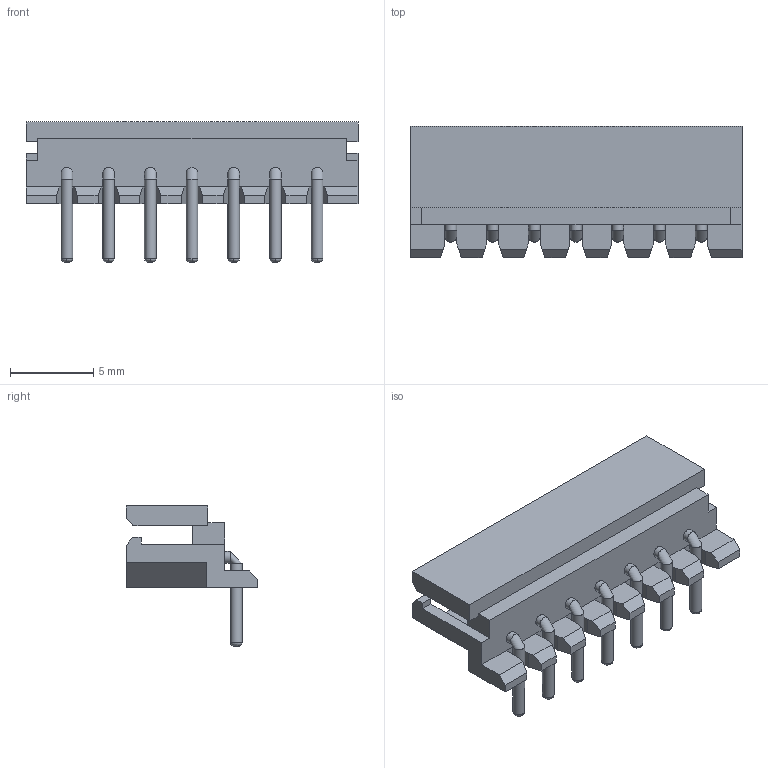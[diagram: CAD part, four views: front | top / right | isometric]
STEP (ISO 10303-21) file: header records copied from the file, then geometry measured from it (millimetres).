
FILE_DESCRIPTION( ( 'STEP AP214' ), '1' );
FILE_NAME( 'psolqas12272792710.stp', '2019-07-17T10:27:27', ( '' ), ( '' ), ' ', 'PARTsolutions', ' ' );
FILE_SCHEMA( ( 'AUTOMOTIVE_DESIGN { 1 0 10303 214 1 1 1 1 }' ) );
Length unit declared in the file: metre
Products named in the file (1): 1
Bounding box: 19.9 x 7.9 x 8.4 mm (x, y, z)
Volume: 344.6 mm3; surface area: 880.4 mm2
Topology: 1 solids, 1 shells, 200 faces, 506 edges, 308 vertices
Faces by surface type: plane 144, bspline 28, cylinder 21, torus 7
Full cylindrical faces by diameter (mm): 0.7 x21
Entity records: 6292 total; most frequent: CARTESIAN_POINT 1729, ORIENTED_EDGE 928, DIRECTION 915, EDGE_CURVE 464, LINE 345, VECTOR 345, VERTEX_POINT 301, AXIS2_PLACEMENT_3D 285
